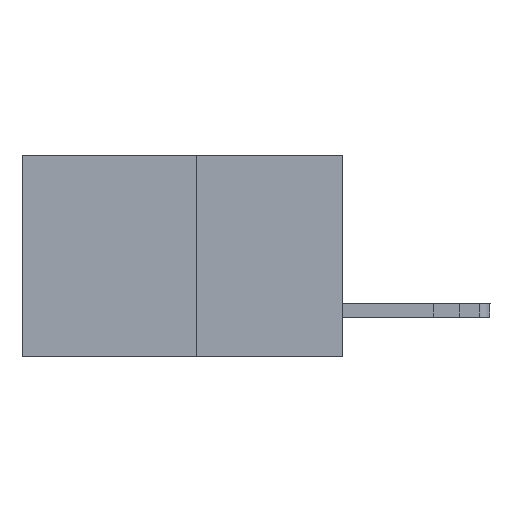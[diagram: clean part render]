
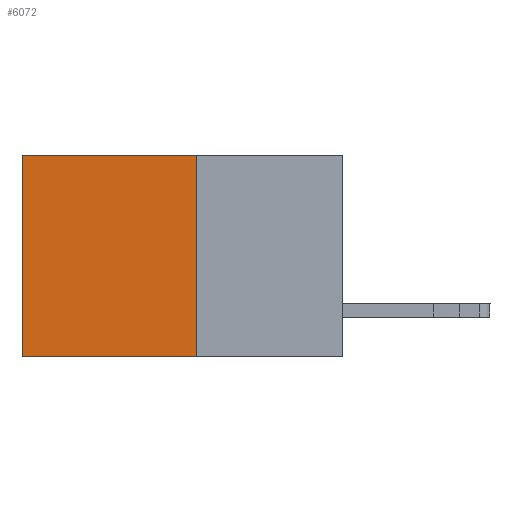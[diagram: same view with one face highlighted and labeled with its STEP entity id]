
A CAD part, left-side view. The second image highlights one B-rep face of the part: STEP entity #6072.
In plain terms, the highlighted planar face has unit normal (-1, 0, 0).
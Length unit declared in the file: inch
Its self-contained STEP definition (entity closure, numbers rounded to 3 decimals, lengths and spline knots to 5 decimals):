
#113 = EDGE_CURVE ( 'NONE', #5982, #16412, #1396, .T. ) ;
#226 = CARTESIAN_POINT ( 'NONE',  ( 0.277, 0.59, -0.37 ) ) ;
#277 = LINE ( 'NONE', #3931, #8758 ) ;
#515 = DIRECTION ( 'NONE',  ( 0., 0., -1. ) ) ;
#789 = EDGE_CURVE ( 'NONE', #18400, #11180, #12266, .T. ) ;
#1396 = LINE ( 'NONE', #2169, #4903 ) ;
#1750 = CARTESIAN_POINT ( 'NONE',  ( 0.277, 0.59, 0. ) ) ;
#1774 = ORIENTED_EDGE ( 'NONE', *, *, #7976, .T. ) ;
#2169 = CARTESIAN_POINT ( 'NONE',  ( 0.277, 0.27, -0.37 ) ) ;
#2514 = CARTESIAN_POINT ( 'NONE',  ( 0.277, 0.27, 0. ) ) ;
#2579 = DIRECTION ( 'NONE',  ( 0., 1., 0. ) ) ;
#3079 = DIRECTION ( 'NONE',  ( 0., 0., -1. ) ) ;
#3194 = DIRECTION ( 'NONE',  ( 1., 0., 0. ) ) ;
#3267 = EDGE_CURVE ( 'NONE', #18400, #5982, #277, .T. ) ;
#3931 = CARTESIAN_POINT ( 'NONE',  ( 0.277, 0.27, -0.37 ) ) ;
#4096 = DIRECTION ( 'NONE',  ( 0., 0., -1. ) ) ;
#4155 = CARTESIAN_POINT ( 'NONE',  ( 0.277, 0.27, -0.37 ) ) ;
#4276 = CARTESIAN_POINT ( 'NONE',  ( 0.277, 0.27, 0. ) ) ;
#4903 = VECTOR ( 'NONE', #18359, 39.37008 ) ;
#5476 = VECTOR ( 'NONE', #4096, 39.37008 ) ;
#5815 = FACE_OUTER_BOUND ( 'NONE', #6758, .T. ) ;
#5982 = VERTEX_POINT ( 'NONE', #4155 ) ;
#6072 = ADVANCED_FACE ( 'NONE', ( #5815 ), #7420, .F. ) ;
#6758 = EDGE_LOOP ( 'NONE', ( #1774, #13911, #15361, #15331 ) ) ;
#7420 = PLANE ( 'NONE',  #18682 ) ;
#7976 = EDGE_CURVE ( 'NONE', #11180, #16412, #14031, .T. ) ;
#8196 = VECTOR ( 'NONE', #2579, 39.37008 ) ;
#8616 = CARTESIAN_POINT ( 'NONE',  ( 0.277, 0.59, -0.37 ) ) ;
#8758 = VECTOR ( 'NONE', #515, 39.37008 ) ;
#11180 = VERTEX_POINT ( 'NONE', #1750 ) ;
#12266 = LINE ( 'NONE', #4276, #8196 ) ;
#13399 = CARTESIAN_POINT ( 'NONE',  ( 0.277, 0.27, -0.37 ) ) ;
#13911 = ORIENTED_EDGE ( 'NONE', *, *, #113, .F. ) ;
#14031 = LINE ( 'NONE', #8616, #5476 ) ;
#15331 = ORIENTED_EDGE ( 'NONE', *, *, #789, .T. ) ;
#15361 = ORIENTED_EDGE ( 'NONE', *, *, #3267, .F. ) ;
#16412 = VERTEX_POINT ( 'NONE', #226 ) ;
#18359 = DIRECTION ( 'NONE',  ( 0., 1., 0. ) ) ;
#18400 = VERTEX_POINT ( 'NONE', #2514 ) ;
#18682 = AXIS2_PLACEMENT_3D ( 'NONE', #13399, #3194, #3079 ) ;
